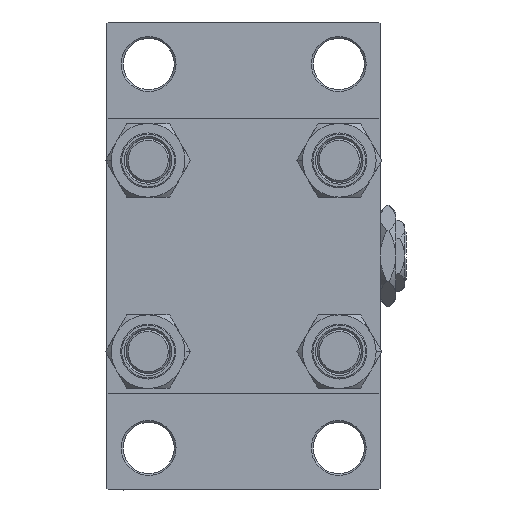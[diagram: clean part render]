
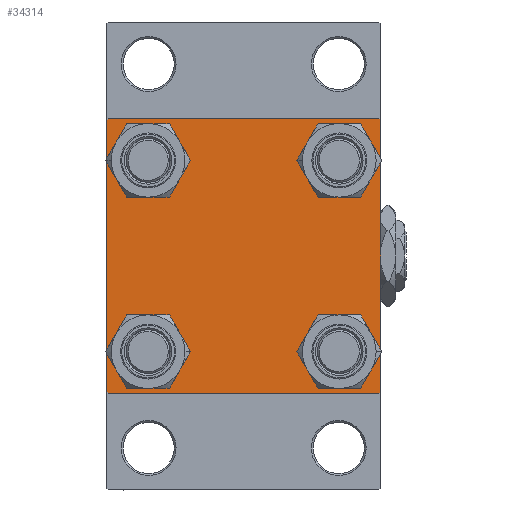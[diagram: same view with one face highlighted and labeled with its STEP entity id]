
A CAD part, left-side view. The second image highlights one B-rep face of the part: STEP entity #34314.
In plain terms, the highlighted planar face has unit normal (-1, 0, 0).
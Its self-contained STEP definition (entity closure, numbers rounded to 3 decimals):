
#618 = VERTEX_POINT ( 'NONE', #37828 ) ;
#982 = VECTOR ( 'NONE', #29496, 1000. ) ;
#1269 = EDGE_CURVE ( 'NONE', #30014, #32835, #29514, .T. ) ;
#1577 = EDGE_CURVE ( 'NONE', #32835, #30014, #45522, .T. ) ;
#1656 = VECTOR ( 'NONE', #33836, 1000. ) ;
#1828 = DIRECTION ( 'NONE',  ( 0., 0., 1. ) ) ;
#2472 = VERTEX_POINT ( 'NONE', #29005 ) ;
#2562 = CARTESIAN_POINT ( 'NONE',  ( 0., -37., -37.5 ) ) ;
#2589 = DIRECTION ( 'NONE',  ( 0., 0., -1. ) ) ;
#3282 = EDGE_CURVE ( 'NONE', #17819, #18971, #21607, .T. ) ;
#3596 = LINE ( 'NONE', #29895, #25616 ) ;
#3693 = EDGE_CURVE ( 'NONE', #19067, #32387, #24838, .T. ) ;
#3965 = EDGE_CURVE ( 'NONE', #2472, #38304, #18362, .T. ) ;
#5266 = VERTEX_POINT ( 'NONE', #7625 ) ;
#6058 = DIRECTION ( 'NONE',  ( 1., 0., 0. ) ) ;
#6178 = CARTESIAN_POINT ( 'NONE',  ( 0., -37.5, 37. ) ) ;
#6401 = VECTOR ( 'NONE', #2589, 1000. ) ;
#6456 = DIRECTION ( 'NONE',  ( 1., 0., 0. ) ) ;
#6528 = CARTESIAN_POINT ( 'NONE',  ( 0., 37., 37.5 ) ) ;
#7172 = AXIS2_PLACEMENT_3D ( 'NONE', #49523, #39018, #38259 ) ;
#7419 = VERTEX_POINT ( 'NONE', #16911 ) ;
#7625 = CARTESIAN_POINT ( 'NONE',  ( 0., 26.15, -32.65 ) ) ;
#7826 = DIRECTION ( 'NONE',  ( 0., -1., 0. ) ) ;
#9326 = DIRECTION ( 'NONE',  ( 0., 0., 1. ) ) ;
#9964 = LINE ( 'NONE', #21704, #21047 ) ;
#10230 = CARTESIAN_POINT ( 'NONE',  ( 0., -37.25, 37.25 ) ) ;
#10614 = DIRECTION ( 'NONE',  ( 0., -0.707, -0.707 ) ) ;
#10803 = CARTESIAN_POINT ( 'NONE',  ( 0., 37.5, -37.5 ) ) ;
#10914 = CARTESIAN_POINT ( 'NONE',  ( 0., 26.15, 26.15 ) ) ;
#11159 = ORIENTED_EDGE ( 'NONE', *, *, #3693, .T. ) ;
#11319 = EDGE_CURVE ( 'NONE', #28302, #5266, #19369, .T. ) ;
#12586 = DIRECTION ( 'NONE',  ( -1., 0., 0. ) ) ;
#12821 = CARTESIAN_POINT ( 'NONE',  ( 0., 26.15, -26.15 ) ) ;
#13163 = EDGE_CURVE ( 'NONE', #41153, #18971, #9964, .T. ) ;
#13337 = EDGE_CURVE ( 'NONE', #32387, #19067, #29880, .T. ) ;
#13346 = CARTESIAN_POINT ( 'NONE',  ( 0., -26.15, -19.65 ) ) ;
#13409 = EDGE_CURVE ( 'NONE', #46499, #618, #32282, .T. ) ;
#14486 = ORIENTED_EDGE ( 'NONE', *, *, #32243, .T. ) ;
#15786 = VERTEX_POINT ( 'NONE', #31952 ) ;
#16023 = CARTESIAN_POINT ( 'NONE',  ( 0., 37.5, 37.5 ) ) ;
#16374 = DIRECTION ( 'NONE',  ( 1., 0., 0. ) ) ;
#16703 = ORIENTED_EDGE ( 'NONE', *, *, #48923, .T. ) ;
#16733 = ORIENTED_EDGE ( 'NONE', *, *, #1577, .T. ) ;
#16851 = PLANE ( 'NONE',  #17148 ) ;
#16911 = CARTESIAN_POINT ( 'NONE',  ( 0., -37., 37.5 ) ) ;
#17025 = CARTESIAN_POINT ( 'NONE',  ( 0., 26.15, 32.65 ) ) ;
#17042 = EDGE_CURVE ( 'NONE', #26360, #7419, #26850, .T. ) ;
#17120 = DIRECTION ( 'NONE',  ( 0., 0., 1. ) ) ;
#17148 = AXIS2_PLACEMENT_3D ( 'NONE', #24832, #12586, #1828 ) ;
#17819 = VERTEX_POINT ( 'NONE', #6178 ) ;
#17862 = CARTESIAN_POINT ( 'NONE',  ( 0., -26.15, 19.65 ) ) ;
#18362 = LINE ( 'NONE', #41148, #20725 ) ;
#18800 = LINE ( 'NONE', #10803, #1656 ) ;
#18971 = VERTEX_POINT ( 'NONE', #27442 ) ;
#19067 = VERTEX_POINT ( 'NONE', #24170 ) ;
#19363 = CARTESIAN_POINT ( 'NONE',  ( 0., -26.15, -26.15 ) ) ;
#19369 = CIRCLE ( 'NONE', #41738, 6.5 ) ;
#19476 = ORIENTED_EDGE ( 'NONE', *, *, #3282, .F. ) ;
#19495 = EDGE_CURVE ( 'NONE', #618, #46499, #37524, .T. ) ;
#19728 = ORIENTED_EDGE ( 'NONE', *, *, #19495, .T. ) ;
#20114 = CARTESIAN_POINT ( 'NONE',  ( 0., -26.15, 26.15 ) ) ;
#20348 = FACE_BOUND ( 'NONE', #35087, .T. ) ;
#20725 = VECTOR ( 'NONE', #10614, 1000. ) ;
#21047 = VECTOR ( 'NONE', #47518, 1000. ) ;
#21082 = FACE_BOUND ( 'NONE', #47050, .T. ) ;
#21607 = LINE ( 'NONE', #36882, #6401 ) ;
#21704 = CARTESIAN_POINT ( 'NONE',  ( 0., -37.25, -37.25 ) ) ;
#23110 = EDGE_CURVE ( 'NONE', #5266, #28302, #32902, .T. ) ;
#23592 = ORIENTED_EDGE ( 'NONE', *, *, #49101, .T. ) ;
#24170 = CARTESIAN_POINT ( 'NONE',  ( 0., 26.15, 19.65 ) ) ;
#24205 = CARTESIAN_POINT ( 'NONE',  ( 0., -26.15, -32.65 ) ) ;
#24349 = DIRECTION ( 'NONE',  ( 0., 0., 1. ) ) ;
#24366 = CARTESIAN_POINT ( 'NONE',  ( 0., 37., -37.5 ) ) ;
#24832 = CARTESIAN_POINT ( 'NONE',  ( 0., 0., 0. ) ) ;
#24838 = CIRCLE ( 'NONE', #25617, 6.5 ) ;
#25616 = VECTOR ( 'NONE', #38135, 1000. ) ;
#25617 = AXIS2_PLACEMENT_3D ( 'NONE', #10914, #26173, #45441 ) ;
#25754 = EDGE_CURVE ( 'NONE', #17819, #7419, #40292, .T. ) ;
#25796 = LINE ( 'NONE', #16023, #36255 ) ;
#26173 = DIRECTION ( 'NONE',  ( 1., 0., 0. ) ) ;
#26360 = VERTEX_POINT ( 'NONE', #6528 ) ;
#26611 = CARTESIAN_POINT ( 'NONE',  ( 0., 37.5, 37.5 ) ) ;
#26850 = LINE ( 'NONE', #26611, #47821 ) ;
#26991 = ORIENTED_EDGE ( 'NONE', *, *, #25754, .T. ) ;
#27165 = AXIS2_PLACEMENT_3D ( 'NONE', #43768, #6456, #36990 ) ;
#27296 = EDGE_LOOP ( 'NONE', ( #32539, #11159 ) ) ;
#27442 = CARTESIAN_POINT ( 'NONE',  ( 0., -37.5, -37. ) ) ;
#27908 = ORIENTED_EDGE ( 'NONE', *, *, #11319, .T. ) ;
#28302 = VERTEX_POINT ( 'NONE', #48839 ) ;
#29005 = CARTESIAN_POINT ( 'NONE',  ( 0., 37.5, -37. ) ) ;
#29496 = DIRECTION ( 'NONE',  ( 0., 0.707, 0.707 ) ) ;
#29514 = CIRCLE ( 'NONE', #31129, 6.5 ) ;
#29527 = ORIENTED_EDGE ( 'NONE', *, *, #3965, .T. ) ;
#29880 = CIRCLE ( 'NONE', #41845, 6.5 ) ;
#29895 = CARTESIAN_POINT ( 'NONE',  ( 0., 37.25, 37.25 ) ) ;
#30014 = VERTEX_POINT ( 'NONE', #13346 ) ;
#31129 = AXIS2_PLACEMENT_3D ( 'NONE', #19363, #47387, #24349 ) ;
#31542 = EDGE_LOOP ( 'NONE', ( #14486, #29527, #23592, #45200, #19476, #26991, #43024, #16703 ) ) ;
#31952 = CARTESIAN_POINT ( 'NONE',  ( 0., 37.5, 37. ) ) ;
#32243 = EDGE_CURVE ( 'NONE', #15786, #2472, #25796, .T. ) ;
#32282 = CIRCLE ( 'NONE', #39460, 6.5 ) ;
#32376 = DIRECTION ( 'NONE',  ( 0., 0., 1. ) ) ;
#32387 = VERTEX_POINT ( 'NONE', #17025 ) ;
#32539 = ORIENTED_EDGE ( 'NONE', *, *, #13337, .T. ) ;
#32656 = ORIENTED_EDGE ( 'NONE', *, *, #1269, .T. ) ;
#32835 = VERTEX_POINT ( 'NONE', #24205 ) ;
#32902 = CIRCLE ( 'NONE', #40080, 6.5 ) ;
#33836 = DIRECTION ( 'NONE',  ( 0., -1., 0. ) ) ;
#33990 = DIRECTION ( 'NONE',  ( 0., 0., 1. ) ) ;
#34314 = ADVANCED_FACE ( 'NONE', ( #20348, #21082, #46884, #35624, #39624 ), #16851, .T. ) ;
#35087 = EDGE_LOOP ( 'NONE', ( #19728, #43922 ) ) ;
#35624 = FACE_BOUND ( 'NONE', #27296, .T. ) ;
#36255 = VECTOR ( 'NONE', #42807, 1000. ) ;
#36882 = CARTESIAN_POINT ( 'NONE',  ( 0., -37.5, 37.5 ) ) ;
#36990 = DIRECTION ( 'NONE',  ( 0., 0., 1. ) ) ;
#37524 = CIRCLE ( 'NONE', #7172, 6.5 ) ;
#37828 = CARTESIAN_POINT ( 'NONE',  ( 0., -26.15, 32.65 ) ) ;
#38135 = DIRECTION ( 'NONE',  ( 0., 0.707, -0.707 ) ) ;
#38259 = DIRECTION ( 'NONE',  ( 0., 0., 1. ) ) ;
#38304 = VERTEX_POINT ( 'NONE', #24366 ) ;
#39018 = DIRECTION ( 'NONE',  ( 1., 0., 0. ) ) ;
#39460 = AXIS2_PLACEMENT_3D ( 'NONE', #20114, #43137, #17120 ) ;
#39624 = FACE_OUTER_BOUND ( 'NONE', #31542, .T. ) ;
#40080 = AXIS2_PLACEMENT_3D ( 'NONE', #45994, #41990, #33990 ) ;
#40292 = LINE ( 'NONE', #10230, #982 ) ;
#41148 = CARTESIAN_POINT ( 'NONE',  ( 0., 37.25, -37.25 ) ) ;
#41153 = VERTEX_POINT ( 'NONE', #2562 ) ;
#41738 = AXIS2_PLACEMENT_3D ( 'NONE', #12821, #6058, #9326 ) ;
#41845 = AXIS2_PLACEMENT_3D ( 'NONE', #43872, #16374, #32376 ) ;
#41990 = DIRECTION ( 'NONE',  ( 1., 0., 0. ) ) ;
#42807 = DIRECTION ( 'NONE',  ( 0., 0., -1. ) ) ;
#43024 = ORIENTED_EDGE ( 'NONE', *, *, #17042, .F. ) ;
#43120 = ORIENTED_EDGE ( 'NONE', *, *, #23110, .T. ) ;
#43137 = DIRECTION ( 'NONE',  ( 1., 0., 0. ) ) ;
#43768 = CARTESIAN_POINT ( 'NONE',  ( 0., -26.15, -26.15 ) ) ;
#43872 = CARTESIAN_POINT ( 'NONE',  ( 0., 26.15, 26.15 ) ) ;
#43922 = ORIENTED_EDGE ( 'NONE', *, *, #13409, .T. ) ;
#45200 = ORIENTED_EDGE ( 'NONE', *, *, #13163, .T. ) ;
#45441 = DIRECTION ( 'NONE',  ( 0., 0., 1. ) ) ;
#45522 = CIRCLE ( 'NONE', #27165, 6.5 ) ;
#45994 = CARTESIAN_POINT ( 'NONE',  ( 0., 26.15, -26.15 ) ) ;
#46499 = VERTEX_POINT ( 'NONE', #17862 ) ;
#46884 = FACE_BOUND ( 'NONE', #48714, .T. ) ;
#47050 = EDGE_LOOP ( 'NONE', ( #32656, #16733 ) ) ;
#47387 = DIRECTION ( 'NONE',  ( 1., 0., 0. ) ) ;
#47518 = DIRECTION ( 'NONE',  ( 0., -0.707, 0.707 ) ) ;
#47821 = VECTOR ( 'NONE', #7826, 1000. ) ;
#48714 = EDGE_LOOP ( 'NONE', ( #27908, #43120 ) ) ;
#48839 = CARTESIAN_POINT ( 'NONE',  ( 0., 26.15, -19.65 ) ) ;
#48923 = EDGE_CURVE ( 'NONE', #26360, #15786, #3596, .T. ) ;
#49101 = EDGE_CURVE ( 'NONE', #38304, #41153, #18800, .T. ) ;
#49523 = CARTESIAN_POINT ( 'NONE',  ( 0., -26.15, 26.15 ) ) ;
